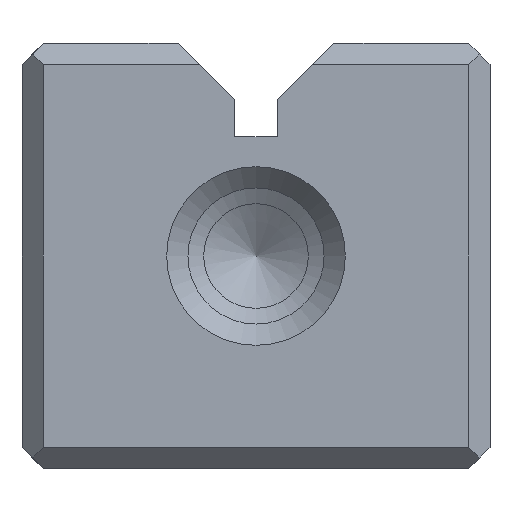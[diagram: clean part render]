
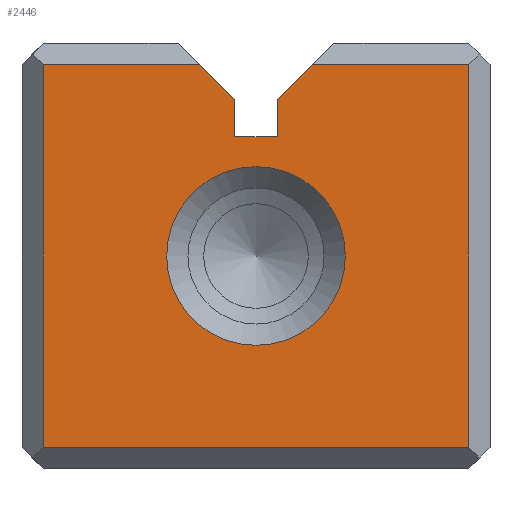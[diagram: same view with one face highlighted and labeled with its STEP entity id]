
A CAD part, front view. The second image highlights one B-rep face of the part: STEP entity #2446.
In plain terms, the highlighted planar face has unit normal (0, -1, 0).
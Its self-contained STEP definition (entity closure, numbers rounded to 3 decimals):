
#2446=ADVANCED_FACE('',(#3309,#3310),#2807,.T.);
#2807=PLANE('',#8523);
#3047=CIRCLE('',#8522,2.1);
#3309=FACE_BOUND('',#3467,.T.);
#3310=FACE_BOUND('',#3468,.T.);
#3467=EDGE_LOOP('',(#4135,#4136,#4137,#4138,#4139,#4140,#4141,#4142,#4143,
#4144));
#3468=EDGE_LOOP('',(#4145));
#4135=ORIENTED_EDGE('',*,*,#6542,.T.);
#4136=ORIENTED_EDGE('',*,*,#6543,.F.);
#4137=ORIENTED_EDGE('',*,*,#6544,.F.);
#4138=ORIENTED_EDGE('',*,*,#6545,.F.);
#4139=ORIENTED_EDGE('',*,*,#6546,.T.);
#4140=ORIENTED_EDGE('',*,*,#6547,.T.);
#4141=ORIENTED_EDGE('',*,*,#6548,.T.);
#4142=ORIENTED_EDGE('',*,*,#6549,.T.);
#4143=ORIENTED_EDGE('',*,*,#6550,.T.);
#4144=ORIENTED_EDGE('',*,*,#6551,.F.);
#4145=ORIENTED_EDGE('',*,*,#6552,.T.);
#5925=VERTEX_POINT('',#10887);
#5926=VERTEX_POINT('',#10888);
#5927=VERTEX_POINT('',#10890);
#5928=VERTEX_POINT('',#10892);
#5929=VERTEX_POINT('',#10894);
#5930=VERTEX_POINT('',#10896);
#5931=VERTEX_POINT('',#10898);
#5932=VERTEX_POINT('',#10900);
#5933=VERTEX_POINT('',#10902);
#5934=VERTEX_POINT('',#10904);
#5935=VERTEX_POINT('',#10907);
#6542=EDGE_CURVE('',#5925,#5926,#7352,.T.);
#6543=EDGE_CURVE('',#5927,#5926,#7353,.T.);
#6544=EDGE_CURVE('',#5928,#5927,#7354,.T.);
#6545=EDGE_CURVE('',#5929,#5928,#7355,.T.);
#6546=EDGE_CURVE('',#5929,#5930,#7356,.T.);
#6547=EDGE_CURVE('',#5930,#5931,#7357,.T.);
#6548=EDGE_CURVE('',#5931,#5932,#7358,.T.);
#6549=EDGE_CURVE('',#5932,#5933,#7359,.T.);
#6550=EDGE_CURVE('',#5933,#5934,#7360,.T.);
#6551=EDGE_CURVE('',#5925,#5934,#7361,.T.);
#6552=EDGE_CURVE('',#5935,#5935,#3047,.T.);
#7352=LINE('',#10886,#8012);
#7353=LINE('',#10889,#8013);
#7354=LINE('',#10891,#8014);
#7355=LINE('',#10893,#8015);
#7356=LINE('',#10895,#8016);
#7357=LINE('',#10897,#8017);
#7358=LINE('',#10899,#8018);
#7359=LINE('',#10901,#8019);
#7360=LINE('',#10903,#8020);
#7361=LINE('',#10905,#8021);
#8012=VECTOR('',#9025,1.);
#8013=VECTOR('',#9026,1.);
#8014=VECTOR('',#9027,1.);
#8015=VECTOR('',#9028,1.);
#8016=VECTOR('',#9029,1.);
#8017=VECTOR('',#9030,1.);
#8018=VECTOR('',#9031,1.);
#8019=VECTOR('',#9032,1.);
#8020=VECTOR('',#9033,1.);
#8021=VECTOR('',#9034,1.);
#8522=AXIS2_PLACEMENT_3D('',#10906,#9035,#9036);
#8523=AXIS2_PLACEMENT_3D('',#10908,#9037,#9038);
#9025=DIRECTION('',(0.,0.,-1.));
#9026=DIRECTION('',(1.,0.,0.));
#9027=DIRECTION('',(0.,0.,-1.));
#9028=DIRECTION('',(0.707,0.,-0.707));
#9029=DIRECTION('',(-1.,0.,0.));
#9030=DIRECTION('',(0.,0.,-1.));
#9031=DIRECTION('',(1.,0.,0.));
#9032=DIRECTION('',(0.,0.,1.));
#9033=DIRECTION('',(-1.,0.,0.));
#9034=DIRECTION('',(0.707,0.,0.707));
#9035=DIRECTION('',(0.,1.,0.));
#9036=DIRECTION('',(0.,0.,1.));
#9037=DIRECTION('',(0.,-1.,0.));
#9038=DIRECTION('',(0.,0.,1.));
#10886=CARTESIAN_POINT('',(6.,0.,7.8));
#10887=CARTESIAN_POINT('',(6.,0.,8.672));
#10888=CARTESIAN_POINT('',(6.,0.,7.8));
#10889=CARTESIAN_POINT('',(5.,0.,7.8));
#10890=CARTESIAN_POINT('',(5.,0.,7.8));
#10891=CARTESIAN_POINT('',(5.,0.,7.8));
#10892=CARTESIAN_POINT('',(5.,0.,8.672));
#10893=CARTESIAN_POINT('',(3.672,0.,10.));
#10894=CARTESIAN_POINT('',(4.172,0.,9.5));
#10895=CARTESIAN_POINT('',(5.5,0.,9.5));
#10896=CARTESIAN_POINT('',(0.5,0.,9.5));
#10897=CARTESIAN_POINT('',(0.5,0.,0.));
#10898=CARTESIAN_POINT('',(0.5,0.,0.5));
#10899=CARTESIAN_POINT('',(5.5,0.,0.5));
#10900=CARTESIAN_POINT('',(10.5,0.,0.5));
#10901=CARTESIAN_POINT('',(10.5,0.,0.));
#10902=CARTESIAN_POINT('',(10.5,0.,9.5));
#10903=CARTESIAN_POINT('',(5.5,0.,9.5));
#10904=CARTESIAN_POINT('',(6.828,0.,9.5));
#10905=CARTESIAN_POINT('',(5.5,0.,8.172));
#10906=CARTESIAN_POINT('',(5.5,0.,5.));
#10907=CARTESIAN_POINT('',(5.5,0.,7.1));
#10908=CARTESIAN_POINT('',(5.5,0.,0.));
